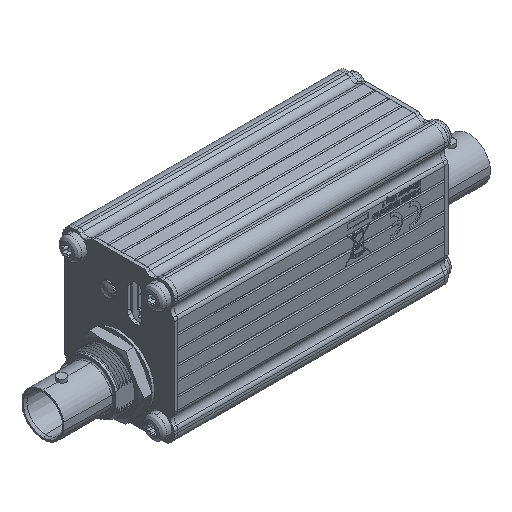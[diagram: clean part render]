
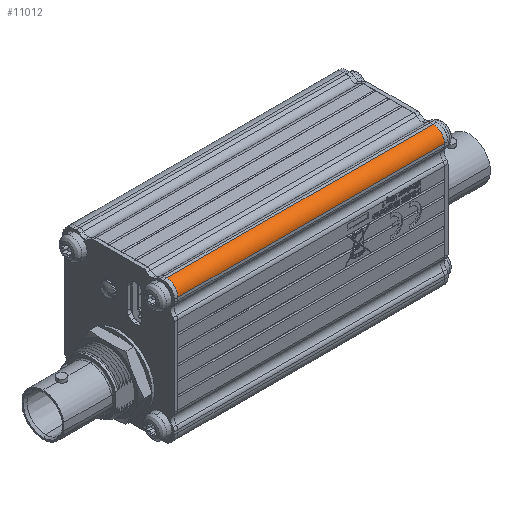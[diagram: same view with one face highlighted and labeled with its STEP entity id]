
A CAD part, isometric view. The second image highlights one B-rep face of the part: STEP entity #11012.
In plain terms, the highlighted cylindrical face has radius 2.54 mm (diameter 5.08 mm), a partial arc.
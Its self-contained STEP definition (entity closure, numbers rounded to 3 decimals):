
#11012 = ADVANCED_FACE ( 'NONE', ( #121555 ), #244637, .T. ) ;
#12991 = ORIENTED_EDGE ( 'NONE', *, *, #185580, .F. ) ;
#23769 = VECTOR ( 'NONE', #241664, 1000. ) ;
#43429 = AXIS2_PLACEMENT_3D ( 'NONE', #89570, #223995, #108877 ) ;
#46885 = VERTEX_POINT ( 'NONE', #217909 ) ;
#47141 = CARTESIAN_POINT ( 'NONE',  ( -30.225, -10.16, 13.335 ) ) ;
#56962 = DIRECTION ( 'NONE',  ( 0., 0., 1. ) ) ;
#66585 = DIRECTION ( 'NONE',  ( 0., 0., -1. ) ) ;
#66697 = VERTEX_POINT ( 'NONE', #182519 ) ;
#80881 = AXIS2_PLACEMENT_3D ( 'NONE', #93947, #229228, #56962 ) ;
#85278 = ORIENTED_EDGE ( 'NONE', *, *, #188797, .T. ) ;
#88945 = CIRCLE ( 'NONE', #43429, 2.54 ) ;
#89570 = CARTESIAN_POINT ( 'NONE',  ( 30.225, -10.16, 13.335 ) ) ;
#90531 = EDGE_CURVE ( 'NONE', #46885, #156817, #125982, .T. ) ;
#92188 = CARTESIAN_POINT ( 'NONE',  ( 30.225, -10.16, 15.875 ) ) ;
#93947 = CARTESIAN_POINT ( 'NONE',  ( 30.225, -10.16, 13.335 ) ) ;
#108877 = DIRECTION ( 'NONE',  ( 0., 0., -1. ) ) ;
#109373 = CIRCLE ( 'NONE', #127829, 2.54 ) ;
#115761 = ORIENTED_EDGE ( 'NONE', *, *, #193623, .T. ) ;
#121555 = FACE_OUTER_BOUND ( 'NONE', #146175, .T. ) ;
#125982 = LINE ( 'NONE', #146675, #23769 ) ;
#127829 = AXIS2_PLACEMENT_3D ( 'NONE', #47141, #181534, #66585 ) ;
#132287 = LINE ( 'NONE', #92188, #234422 ) ;
#146175 = EDGE_LOOP ( 'NONE', ( #115761, #184848, #12991, #85278 ) ) ;
#146675 = CARTESIAN_POINT ( 'NONE',  ( 30.225, -12.7, 13.335 ) ) ;
#156817 = VERTEX_POINT ( 'NONE', #177178 ) ;
#177178 = CARTESIAN_POINT ( 'NONE',  ( -30.225, -12.7, 13.335 ) ) ;
#181474 = VERTEX_POINT ( 'NONE', #224222 ) ;
#181534 = DIRECTION ( 'NONE',  ( 1., 0., 0. ) ) ;
#182519 = CARTESIAN_POINT ( 'NONE',  ( 30.225, -10.16, 15.875 ) ) ;
#184848 = ORIENTED_EDGE ( 'NONE', *, *, #90531, .F. ) ;
#185580 = EDGE_CURVE ( 'NONE', #66697, #46885, #88945, .T. ) ;
#188797 = EDGE_CURVE ( 'NONE', #66697, #181474, #132287, .T. ) ;
#193623 = EDGE_CURVE ( 'NONE', #181474, #156817, #109373, .T. ) ;
#217909 = CARTESIAN_POINT ( 'NONE',  ( 30.225, -12.7, 13.335 ) ) ;
#223995 = DIRECTION ( 'NONE',  ( 1., 0., 0. ) ) ;
#224222 = CARTESIAN_POINT ( 'NONE',  ( -30.225, -10.16, 15.875 ) ) ;
#226639 = DIRECTION ( 'NONE',  ( -1., 0., 0. ) ) ;
#229228 = DIRECTION ( 'NONE',  ( -1., 0., 0. ) ) ;
#234422 = VECTOR ( 'NONE', #226639, 1000. ) ;
#241664 = DIRECTION ( 'NONE',  ( -1., 0., 0. ) ) ;
#244637 = CYLINDRICAL_SURFACE ( 'NONE', #80881, 2.54 ) ;
